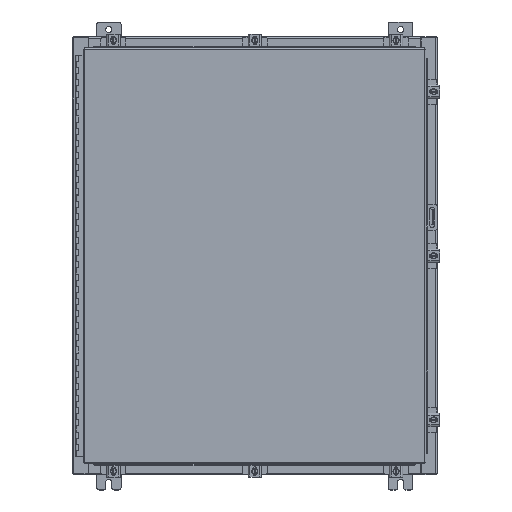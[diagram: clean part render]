
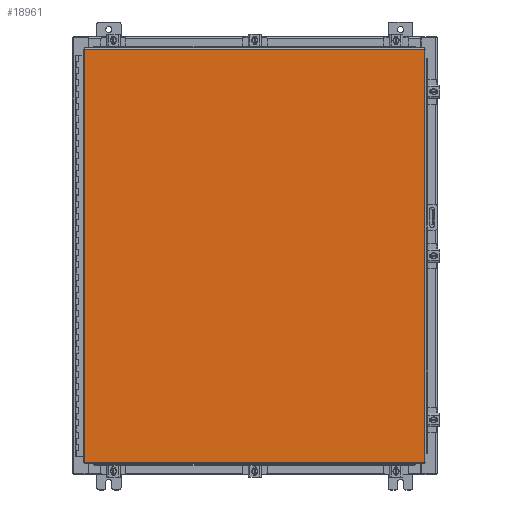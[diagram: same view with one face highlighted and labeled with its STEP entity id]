
A CAD part, top view. The second image highlights one B-rep face of the part: STEP entity #18961.
In plain terms, the highlighted planar face has unit normal (0, 0, 1).
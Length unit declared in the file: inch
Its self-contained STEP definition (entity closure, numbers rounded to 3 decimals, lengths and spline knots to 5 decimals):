
#529 = VECTOR ( 'NONE', #34616, 39.37008 ) ;
#2451 = ORIENTED_EDGE ( 'NONE', *, *, #9127, .T. ) ;
#2503 = CARTESIAN_POINT ( 'NONE',  ( 0., 0., 0. ) ) ;
#3462 = FACE_OUTER_BOUND ( 'NONE', #22093, .T. ) ;
#6530 = LINE ( 'NONE', #31890, #41000 ) ;
#9127 = EDGE_CURVE ( 'NONE', #14472, #34192, #16254, .T. ) ;
#11123 = VECTOR ( 'NONE', #30682, 39.37008 ) ;
#12561 = ORIENTED_EDGE ( 'NONE', *, *, #33773, .T. ) ;
#13932 = ORIENTED_EDGE ( 'NONE', *, *, #42175, .T. ) ;
#14472 = VERTEX_POINT ( 'NONE', #16589 ) ;
#16254 = LINE ( 'NONE', #38792, #25107 ) ;
#16589 = CARTESIAN_POINT ( 'NONE',  ( 13.9903, -17.0063, 0. ) ) ;
#17980 = CARTESIAN_POINT ( 'NONE',  ( -13.9903, 17.0063, 0. ) ) ;
#18961 = ADVANCED_FACE ( 'NONE', ( #3462 ), #43164, .F. ) ;
#20161 = VERTEX_POINT ( 'NONE', #34060 ) ;
#22093 = EDGE_LOOP ( 'NONE', ( #12561, #2451, #42015, #13932 ) ) ;
#24254 = CARTESIAN_POINT ( 'NONE',  ( 13.9903, 17.0063, 0. ) ) ;
#25107 = VECTOR ( 'NONE', #38880, 39.37008 ) ;
#26065 = LINE ( 'NONE', #17980, #529 ) ;
#30682 = DIRECTION ( 'NONE',  ( -1., 0., 0. ) ) ;
#31890 = CARTESIAN_POINT ( 'NONE',  ( -13.9903, -17.0063, 0. ) ) ;
#32035 = DIRECTION ( 'NONE',  ( 1., 0., 0. ) ) ;
#33773 = EDGE_CURVE ( 'NONE', #20161, #14472, #6530, .T. ) ;
#34060 = CARTESIAN_POINT ( 'NONE',  ( -13.9903, -17.0063, 0. ) ) ;
#34192 = VERTEX_POINT ( 'NONE', #24254 ) ;
#34616 = DIRECTION ( 'NONE',  ( 0., -1., 0. ) ) ;
#35675 = LINE ( 'NONE', #40488, #11123 ) ;
#38792 = CARTESIAN_POINT ( 'NONE',  ( 13.9903, -17.0063, 0. ) ) ;
#38880 = DIRECTION ( 'NONE',  ( 0., 1., 0. ) ) ;
#39087 = EDGE_CURVE ( 'NONE', #34192, #40951, #35675, .T. ) ;
#40488 = CARTESIAN_POINT ( 'NONE',  ( 13.9903, 17.0063, 0. ) ) ;
#40951 = VERTEX_POINT ( 'NONE', #41149 ) ;
#41000 = VECTOR ( 'NONE', #32035, 39.37008 ) ;
#41149 = CARTESIAN_POINT ( 'NONE',  ( -13.9903, 17.0063, 0. ) ) ;
#42015 = ORIENTED_EDGE ( 'NONE', *, *, #39087, .T. ) ;
#42175 = EDGE_CURVE ( 'NONE', #40951, #20161, #26065, .T. ) ;
#42315 = AXIS2_PLACEMENT_3D ( 'NONE', #2503, #42785, #42741 ) ;
#42741 = DIRECTION ( 'NONE',  ( -1., 0., 0. ) ) ;
#42785 = DIRECTION ( 'NONE',  ( 0., 0., -1. ) ) ;
#43164 = PLANE ( 'NONE',  #42315 ) ;
